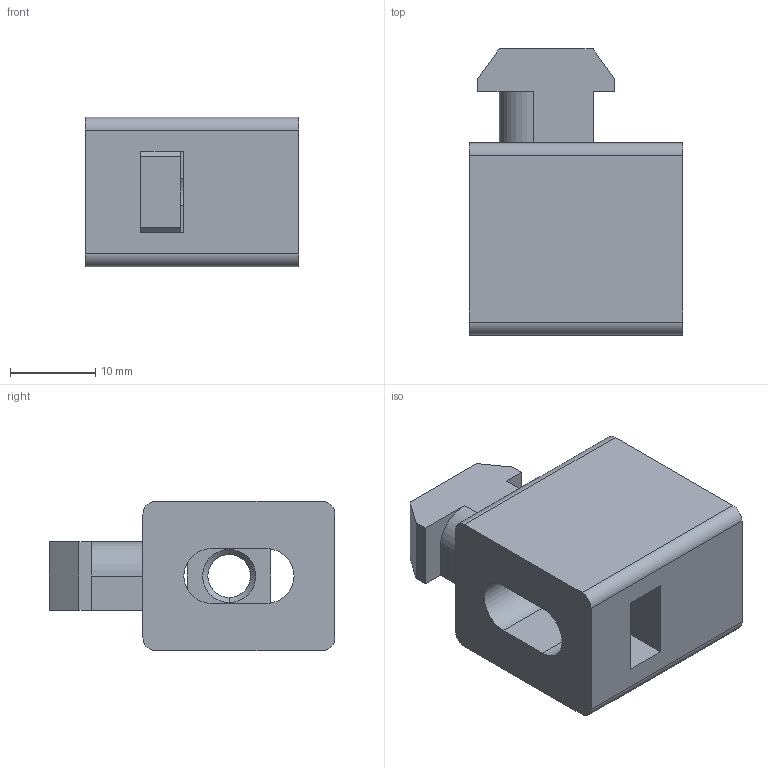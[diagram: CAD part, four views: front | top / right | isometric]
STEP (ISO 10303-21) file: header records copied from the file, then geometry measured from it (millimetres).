
FILE_DESCRIPTION (( 'STEP AP203' ), '1' );
FILE_NAME ('ALF-PC40S.step', '2024-08-13T13:01:45', ( '' ), ( '' ), 'SwSTEP 2.0', 'SolidWorks 2022', '' );
FILE_SCHEMA (( 'CONFIG_CONTROL_DESIGN' ));
Length unit declared in the file: millimetre
Products named in the file (3): Копия Гайка^ALF-PC40S; ALF-PC40S; Соединитель^ALF-PC40S
Assembly tree (2 placements, depth 2):
  ALF-PC40S
    Соединитель^ALF-PC40S
    Копия Гайка^ALF-PC40S
Bounding box: 25 x 33.5 x 17.5 mm (x, y, z)
Volume: 8897.9 mm3; surface area: 4476.2 mm2
Topology: 2 solids, 2 shells, 52 faces, 140 edges, 92 vertices
Faces by surface type: plane 37, cylinder 11, cone 4
Entity records: 1939 total; most frequent: CARTESIAN_POINT 289, DIRECTION 284, ORIENTED_EDGE 280, EDGE_CURVE 140, LINE 110, VECTOR 110, VERTEX_POINT 92, AXIS2_PLACEMENT_3D 87
